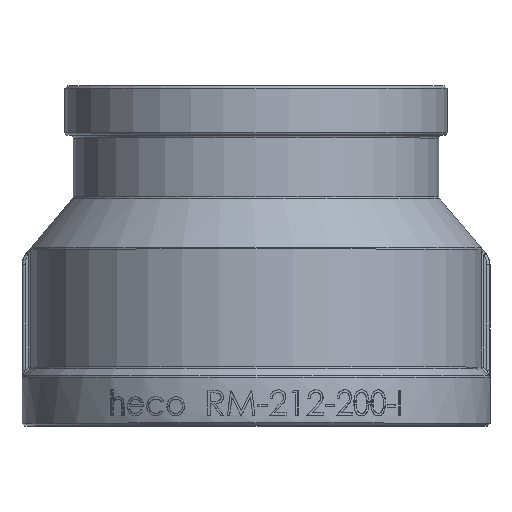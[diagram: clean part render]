
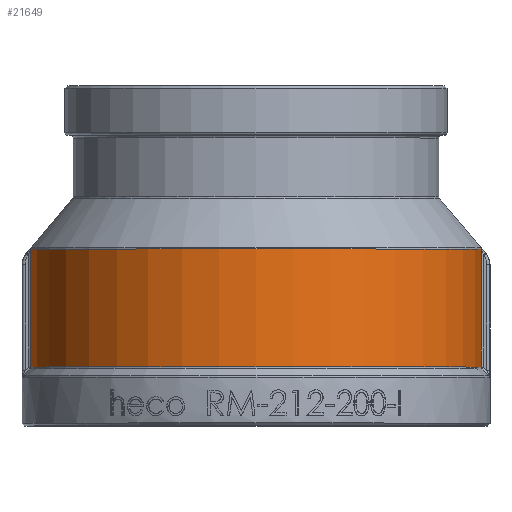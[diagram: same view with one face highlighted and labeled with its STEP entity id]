
A CAD part, top view. The second image highlights one B-rep face of the part: STEP entity #21649.
In plain terms, the highlighted cylindrical face has radius 41 mm (diameter 82 mm), a partial arc.
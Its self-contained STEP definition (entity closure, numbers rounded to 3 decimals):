
#87 = DIRECTION ( 'NONE',  ( 0., 0., 1. ) ) ;
#89 = DIRECTION ( 'NONE',  ( 0., 1., 0. ) ) ;
#90 = CARTESIAN_POINT ( 'NONE',  ( 0., 1.204, 0. ) ) ;
#1076 = DIRECTION ( 'NONE',  ( 0., -1., 0. ) ) ;
#1077 = CARTESIAN_POINT ( 'NONE',  ( 40.893, -9.506, 2.964 ) ) ;
#2696 = DIRECTION ( 'NONE',  ( 1., 0., 0. ) ) ;
#2697 = DIRECTION ( 'NONE',  ( 0., -1., 0. ) ) ;
#2698 = CARTESIAN_POINT ( 'NONE',  ( 0., -9.506, 0. ) ) ;
#3675 = DIRECTION ( 'NONE',  ( 0., 1., 0. ) ) ;
#3676 = CARTESIAN_POINT ( 'NONE',  ( -40.893, -9.506, 2.964 ) ) ;
#4069 = CARTESIAN_POINT ( 'NONE',  ( 40.893, -20.193, 2.964 ) ) ;
#4134 = CARTESIAN_POINT ( 'NONE',  ( -40.893, -20.193, 2.964 ) ) ;
#4168 = CARTESIAN_POINT ( 'NONE',  ( -40.893, 1.204, 2.964 ) ) ;
#4170 = CARTESIAN_POINT ( 'NONE',  ( 40.893, 1.204, 2.964 ) ) ;
#5488 = CYLINDRICAL_SURFACE ( 'NONE', #12577, 41. ) ;
#5789 = FACE_OUTER_BOUND ( 'NONE', #15498, .T. ) ;
#6188 = EDGE_CURVE ( 'NONE', #15321, #15289, #22183, .T. ) ;
#6264 = EDGE_CURVE ( 'NONE', #15272, #15321, #14259, .T. ) ;
#6332 = EDGE_CURVE ( 'NONE', #15273, #15272, #14433, .T. ) ;
#6501 = EDGE_CURVE ( 'NONE', #15289, #15273, #16149, .T. ) ;
#10886 = AXIS2_PLACEMENT_3D ( 'NONE', #90, #89, #87 ) ;
#12252 = AXIS2_PLACEMENT_3D ( 'NONE', #19947, #19941, #19935 ) ;
#12577 = AXIS2_PLACEMENT_3D ( 'NONE', #2698, #2697, #2696 ) ;
#14259 = LINE ( 'NONE', #1077, #14418 ) ;
#14418 = VECTOR ( 'NONE', #1076, 1000. ) ;
#14433 = CIRCLE ( 'NONE', #10886, 41. ) ;
#15027 = ORIENTED_EDGE ( 'NONE', *, *, #6188, .F. ) ;
#15040 = ORIENTED_EDGE ( 'NONE', *, *, #6264, .F. ) ;
#15071 = ORIENTED_EDGE ( 'NONE', *, *, #6501, .F. ) ;
#15078 = ORIENTED_EDGE ( 'NONE', *, *, #6332, .F. ) ;
#15272 = VERTEX_POINT ( 'NONE', #4170 ) ;
#15273 = VERTEX_POINT ( 'NONE', #4168 ) ;
#15289 = VERTEX_POINT ( 'NONE', #4134 ) ;
#15321 = VERTEX_POINT ( 'NONE', #4069 ) ;
#15498 = EDGE_LOOP ( 'NONE', ( #15078, #15071, #15027, #15040 ) ) ;
#16148 = VECTOR ( 'NONE', #3675, 1000. ) ;
#16149 = LINE ( 'NONE', #3676, #16148 ) ;
#19935 = DIRECTION ( 'NONE',  ( -1., 0., 0. ) ) ;
#19941 = DIRECTION ( 'NONE',  ( 0., -1., 0. ) ) ;
#19947 = CARTESIAN_POINT ( 'NONE',  ( 0., -20.193, 0. ) ) ;
#21649 = ADVANCED_FACE ( 'NONE', ( #5789 ), #5488, .T. ) ;
#22183 = CIRCLE ( 'NONE', #12252, 41. ) ;
